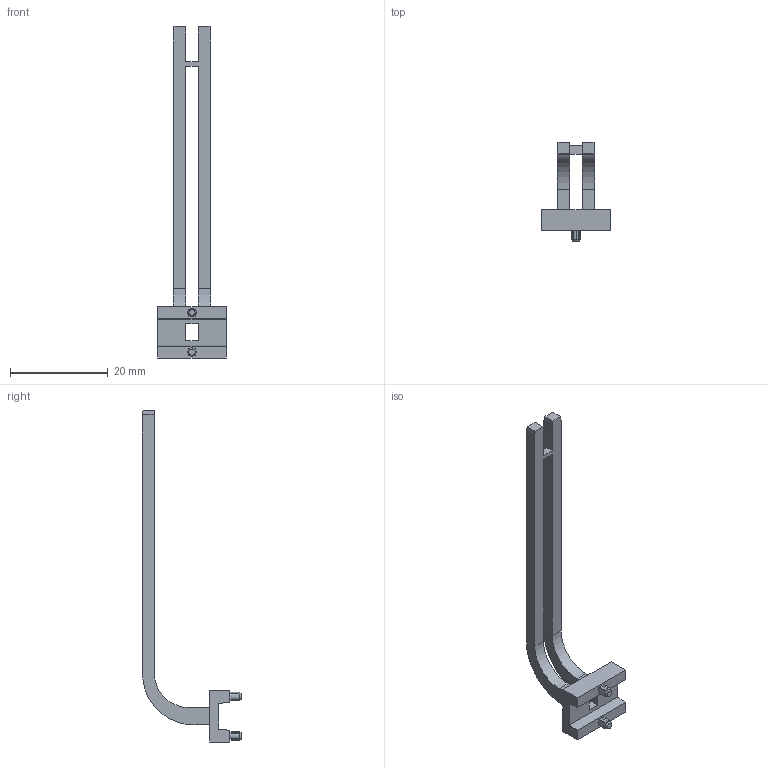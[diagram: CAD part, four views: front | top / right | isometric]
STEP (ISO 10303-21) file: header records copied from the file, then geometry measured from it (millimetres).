
FILE_DESCRIPTION (( 'STEP AP203' ), '1' );
FILE_NAME ('7512A5-1-A.STEP', '2016-06-28T23:46:20', ( '' ), ( '' ), 'SwSTEP 2.0', 'SolidWorks 2014', '' );
FILE_SCHEMA (( 'CONFIG_CONTROL_DESIGN' ));
Length unit declared in the file: inch
Products named in the file (1): 7512A5-1-A
Bounding box: 13.97 x 20.27 x 67.92 mm (x, y, z)
Volume: 1364.2 mm3; surface area: 2021.1 mm2
Topology: 1 solids, 1 shells, 70 faces, 194 edges, 126 vertices
Faces by surface type: plane 52, cylinder 14, cone 4
Entity records: 2315 total; most frequent: CARTESIAN_POINT 439, ORIENTED_EDGE 388, DIRECTION 354, EDGE_CURVE 194, LINE 144, VECTOR 144, VERTEX_POINT 126, AXIS2_PLACEMENT_3D 105
